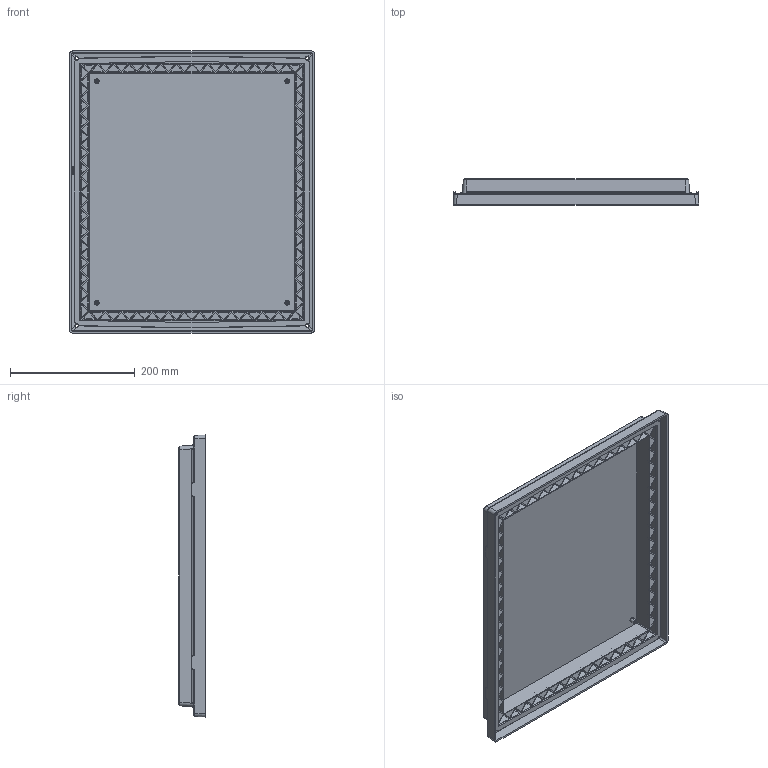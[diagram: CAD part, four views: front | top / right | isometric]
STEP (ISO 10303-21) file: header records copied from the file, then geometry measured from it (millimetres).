
FILE_DESCRIPTION (( 'STEP AP214' ), '1' );
FILE_NAME ('16x14_screw_cover.STEP', '2016-05-12T06:40:59', ( '' ), ( '' ), 'SwSTEP 2.0', 'SolidWorks 2015', '' );
FILE_SCHEMA (( 'AUTOMOTIVE_DESIGN' ));
Length unit declared in the file: millimetre
Products named in the file (1): 16x14_screw_cover
Bounding box: 393.84 x 42 x 452.34 mm (x, y, z)
Volume: 1110533.6 mm3; surface area: 659963.4 mm2
Topology: 1 solids, 1 shells, 909 faces, 2314 edges, 1536 vertices
Faces by surface type: plane 641, cylinder 152, bspline 67, cone 49
Entity records: 30376 total; most frequent: CARTESIAN_POINT 9827, ORIENTED_EDGE 4628, DIRECTION 3538, EDGE_CURVE 2314, LINE 1676, VECTOR 1676, VERTEX_POINT 1536, EDGE_LOOP 1046
